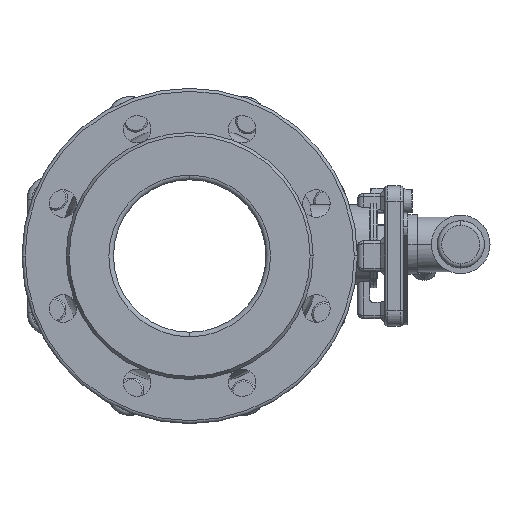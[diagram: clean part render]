
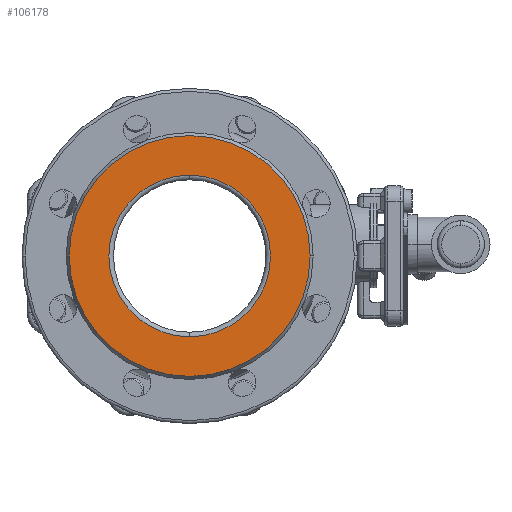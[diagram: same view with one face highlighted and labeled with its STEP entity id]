
A CAD part, left-side view. The second image highlights one B-rep face of the part: STEP entity #106178.
In plain terms, the highlighted planar face has unit normal (-1, 0, 0).
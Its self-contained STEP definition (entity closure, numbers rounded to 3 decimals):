
#734 = VERTEX_POINT ( 'NONE', #122982 ) ;
#1567 = EDGE_CURVE ( 'NONE', #734, #11952, #3108, .T. ) ;
#3108 = CIRCLE ( 'NONE', #103435, 53. ) ;
#8033 = EDGE_CURVE ( 'NONE', #121571, #13368, #99300, .T. ) ;
#11952 = VERTEX_POINT ( 'NONE', #141471 ) ;
#12180 = CARTESIAN_POINT ( 'NONE',  ( -128.703, 61.434, 0. ) ) ;
#13368 = VERTEX_POINT ( 'NONE', #86354 ) ;
#15473 = EDGE_LOOP ( 'NONE', ( #79484, #53796 ) ) ;
#22949 = DIRECTION ( 'NONE',  ( 0., 0., -1. ) ) ;
#23254 = DIRECTION ( 'NONE',  ( -1., 0., 0. ) ) ;
#23425 = CARTESIAN_POINT ( 'NONE',  ( -128.703, -17.566, 0. ) ) ;
#24172 = EDGE_CURVE ( 'NONE', #11952, #734, #50167, .T. ) ;
#34352 = AXIS2_PLACEMENT_3D ( 'NONE', #94315, #139892, #71897 ) ;
#46773 = DIRECTION ( 'NONE',  ( 0., 0., -1. ) ) ;
#46805 = DIRECTION ( 'NONE',  ( -1., 0., 0. ) ) ;
#46916 = CARTESIAN_POINT ( 'NONE',  ( -128.703, -17.566, 0. ) ) ;
#50167 = CIRCLE ( 'NONE', #144862, 53. ) ;
#53100 = FACE_BOUND ( 'NONE', #15473, .T. ) ;
#53796 = ORIENTED_EDGE ( 'NONE', *, *, #1567, .F. ) ;
#58981 = DIRECTION ( 'NONE',  ( 0., 1., 0. ) ) ;
#59155 = DIRECTION ( 'NONE',  ( 1., 0., 0. ) ) ;
#59457 = CARTESIAN_POINT ( 'NONE',  ( -128.703, -17.566, 0. ) ) ;
#60394 = PLANE ( 'NONE',  #34352 ) ;
#61530 = AXIS2_PLACEMENT_3D ( 'NONE', #132685, #64592, #144064 ) ;
#64592 = DIRECTION ( 'NONE',  ( 1., 0., 0. ) ) ;
#71897 = DIRECTION ( 'NONE',  ( 0., 0., -1. ) ) ;
#76022 = EDGE_CURVE ( 'NONE', #13368, #121571, #88895, .T. ) ;
#79484 = ORIENTED_EDGE ( 'NONE', *, *, #24172, .F. ) ;
#86354 = CARTESIAN_POINT ( 'NONE',  ( -128.703, -96.566, 0. ) ) ;
#88895 = CIRCLE ( 'NONE', #61530, 79. ) ;
#94315 = CARTESIAN_POINT ( 'NONE',  ( -128.703, -260.204, 0. ) ) ;
#99300 = CIRCLE ( 'NONE', #121733, 79. ) ;
#103435 = AXIS2_PLACEMENT_3D ( 'NONE', #46916, #46805, #46773 ) ;
#106178 = ADVANCED_FACE ( 'NONE', ( #53100, #110131 ), #60394, .F. ) ;
#110131 = FACE_OUTER_BOUND ( 'NONE', #120716, .T. ) ;
#115526 = ORIENTED_EDGE ( 'NONE', *, *, #8033, .F. ) ;
#120716 = EDGE_LOOP ( 'NONE', ( #115526, #146333 ) ) ;
#121571 = VERTEX_POINT ( 'NONE', #12180 ) ;
#121733 = AXIS2_PLACEMENT_3D ( 'NONE', #59457, #59155, #58981 ) ;
#122982 = CARTESIAN_POINT ( 'NONE',  ( -128.703, -17.566, 53. ) ) ;
#132685 = CARTESIAN_POINT ( 'NONE',  ( -128.703, -17.566, 0. ) ) ;
#139892 = DIRECTION ( 'NONE',  ( 1., 0., 0. ) ) ;
#141471 = CARTESIAN_POINT ( 'NONE',  ( -128.703, -17.566, -53. ) ) ;
#144064 = DIRECTION ( 'NONE',  ( 0., 1., 0. ) ) ;
#144862 = AXIS2_PLACEMENT_3D ( 'NONE', #23425, #23254, #22949 ) ;
#146333 = ORIENTED_EDGE ( 'NONE', *, *, #76022, .F. ) ;
